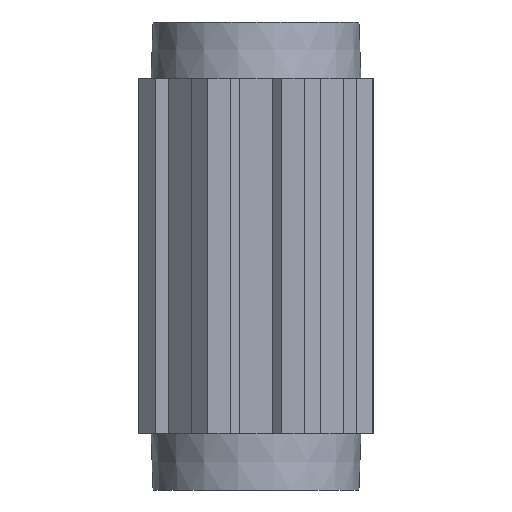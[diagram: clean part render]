
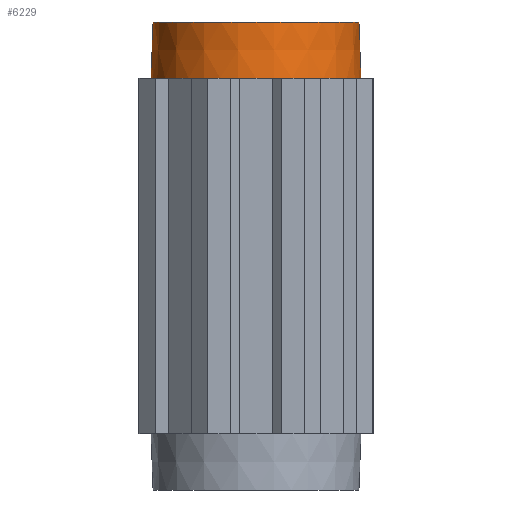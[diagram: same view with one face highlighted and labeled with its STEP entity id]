
A CAD part, front view. The second image highlights one B-rep face of the part: STEP entity #6229.
In plain terms, the highlighted conical face has half-angle 2 degrees and reference radius 11 mm.
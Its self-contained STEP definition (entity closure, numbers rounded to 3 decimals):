
#844=FACE_OUTER_BOUND('',#1198,.T.);
#1198=EDGE_LOOP('',(#5599,#5600,#5601,#5602));
#1807=LINE('',#12131,#2481);
#2481=VECTOR('',#7627,11.);
#2621=CIRCLE('',#6525,11.);
#2622=CIRCLE('',#6530,11.21);
#3138=VERTEX_POINT('',#12123);
#3139=VERTEX_POINT('',#12129);
#3989=EDGE_CURVE('',#3138,#3138,#2621,.T.);
#3990=EDGE_CURVE('',#3139,#3139,#2622,.T.);
#3991=EDGE_CURVE('',#3139,#3138,#1807,.T.);
#5599=ORIENTED_EDGE('',*,*,#3990,.F.);
#5600=ORIENTED_EDGE('',*,*,#3991,.T.);
#5601=ORIENTED_EDGE('',*,*,#3989,.F.);
#5602=ORIENTED_EDGE('',*,*,#3991,.F.);
#5948=CONICAL_SURFACE('',#6529,11.,0.035);
#6229=ADVANCED_FACE('',(#844),#5948,.T.);
#6525=AXIS2_PLACEMENT_3D('',#12124,#7615,#7616);
#6529=AXIS2_PLACEMENT_3D('',#12128,#7623,#7624);
#6530=AXIS2_PLACEMENT_3D('',#12130,#7625,#7626);
#7615=DIRECTION('center_axis',(0.,0.,1.));
#7616=DIRECTION('ref_axis',(1.,0.,0.));
#7623=DIRECTION('center_axis',(0.,0.,-1.));
#7624=DIRECTION('ref_axis',(1.,0.,0.));
#7625=DIRECTION('center_axis',(0.,0.,-1.));
#7626=DIRECTION('ref_axis',(1.,0.,0.));
#7627=DIRECTION('',(0.035,0.,0.999));
#12123=CARTESIAN_POINT('',(-11.,0.,50.));
#12124=CARTESIAN_POINT('Origin',(0.,0.,50.));
#12128=CARTESIAN_POINT('Origin',(0.,0.,50.));
#12129=CARTESIAN_POINT('',(-11.21,0.,44.));
#12130=CARTESIAN_POINT('Origin',(0.,0.,44.));
#12131=CARTESIAN_POINT('',(-11.,0.,50.));
